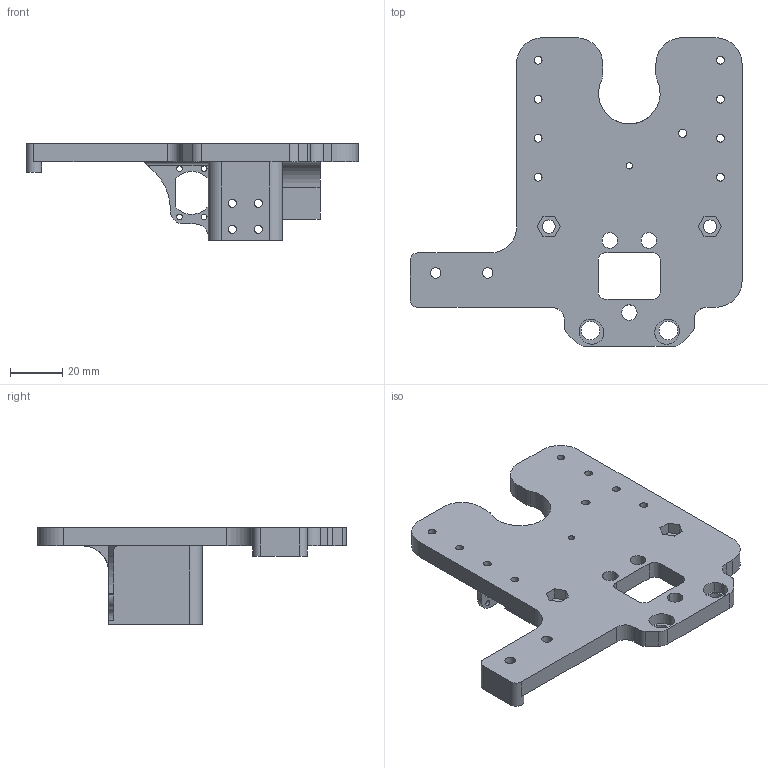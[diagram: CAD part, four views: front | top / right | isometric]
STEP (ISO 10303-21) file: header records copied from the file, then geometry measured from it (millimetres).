
FILE_DESCRIPTION(/* description */ (''),/* implementation_level */ '2;1');
FILE_NAME(/* name */ 'Main_v1.step',/* time_stamp */ '2025-04-08T13:46:09-04:00',/* author */ (''),/* organization */ (''),/* preprocessor_version */ 'ST-DEVELOPER v20.1',/* originating_system */ 'Autodesk Translation Framework v14.4.0.0',/* authorisation */ '');
FILE_SCHEMA (('AUTOMOTIVE_DESIGN { 1 0 10303 214 3 1 1 }'));
Length unit declared in the file: millimetre
Products named in the file (1): Main
Bounding box: 127.68 x 118.62 x 37.2 mm (x, y, z)
Volume: 76223.1 mm3; surface area: 32551.8 mm2
Topology: 1 solids, 1 shells, 143 faces, 409 edges, 272 vertices
Faces by surface type: cylinder 72, plane 71
Full cylindrical faces by diameter (mm): 2.2 x4, 2.4 x4, 3 x8, 3.2 x5, 4 x2, 5.1 x2, 6 x3
Entity records: 4895 total; most frequent: CARTESIAN_POINT 851, DIRECTION 841, ORIENTED_EDGE 818, EDGE_CURVE 409, AXIS2_PLACEMENT_3D 290, VERTEX_POINT 272, LINE 261, VECTOR 261
